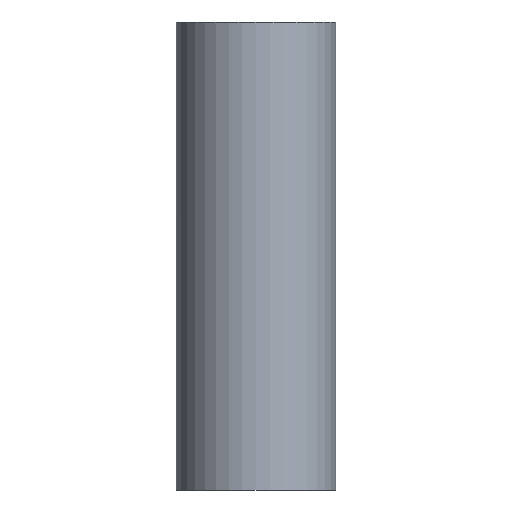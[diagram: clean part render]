
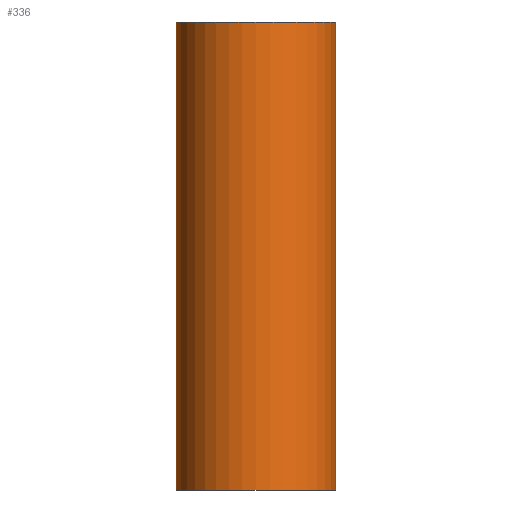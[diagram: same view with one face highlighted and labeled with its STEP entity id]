
A CAD part, left-side view. The second image highlights one B-rep face of the part: STEP entity #336.
In plain terms, the highlighted cylindrical face has radius 20.5 mm (diameter 41 mm), a full revolution.
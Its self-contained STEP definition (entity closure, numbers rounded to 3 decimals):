
#216=CARTESIAN_POINT('',(0.0,0.0,-120.0));
#217=DIRECTION('',(0.0,0.0,1.0));
#218=DIRECTION('',(-1.0,0.0,0.0));
#219=AXIS2_PLACEMENT_3D('',#216,#217,#218);
#220=CYLINDRICAL_SURFACE('',#219,20.5);
#221=CARTESIAN_POINT('',(20.5,0.,-120.0));
#222=VERTEX_POINT('',#221);
#223=CARTESIAN_POINT('',(0.0,0.0,-120.0));
#224=DIRECTION('',(0.0,0.0,-1.0));
#225=DIRECTION('',(-1.0,0.0,0.0));
#226=AXIS2_PLACEMENT_3D('',#223,#224,#225);
#227=CIRCLE('',#226,20.5);
#228=EDGE_CURVE('',#222,#222,#227,.T.);
#229=ORIENTED_EDGE('',*,*,#228,.F.);
#230=EDGE_LOOP('',(#229));
#231=FACE_OUTER_BOUND('',#230,.T.);
#232=CARTESIAN_POINT('',(0.,-20.5,0.));
#233=VERTEX_POINT('',#232);
#234=CARTESIAN_POINT('',(0.,20.5,0.));
#235=VERTEX_POINT('',#234);
#236=CARTESIAN_POINT('',(0.,-20.5,0.));
#237=CARTESIAN_POINT('',(0.,-20.5,-0.103));
#238=CARTESIAN_POINT('',(0.,-20.5,-0.207));
#239=CARTESIAN_POINT('',(0.,-20.5,-0.31));
#240=CARTESIAN_POINT('',(0.011,-20.5,-4.247));
#241=CARTESIAN_POINT('',(0.214,-20.503,-8.156));
#242=CARTESIAN_POINT('',(0.604,-20.491,-12.038));
#243=CARTESIAN_POINT('',(0.852,-20.484,-14.509));
#244=CARTESIAN_POINT('',(1.175,-20.47,-16.969));
#245=CARTESIAN_POINT('',(1.571,-20.44,-19.417));
#246=CARTESIAN_POINT('',(1.84,-20.419,-21.078));
#247=CARTESIAN_POINT('',(2.144,-20.39,-22.74));
#248=CARTESIAN_POINT('',(2.474,-20.35,-24.367));
#249=CARTESIAN_POINT('',(3.807,-20.188,-30.931));
#250=CARTESIAN_POINT('',(5.579,-19.84,-37.011));
#251=CARTESIAN_POINT('',(7.551,-19.059,-42.569));
#252=CARTESIAN_POINT('',(7.899,-18.921,-43.551));
#253=CARTESIAN_POINT('',(8.254,-18.769,-44.518));
#254=CARTESIAN_POINT('',(8.612,-18.603,-45.464));
#255=CARTESIAN_POINT('',(10.251,-17.845,-49.788));
#256=CARTESIAN_POINT('',(11.911,-16.809,-53.564));
#257=CARTESIAN_POINT('',(13.448,-15.473,-56.811));
#258=CARTESIAN_POINT('',(13.685,-15.267,-57.312));
#259=CARTESIAN_POINT('',(13.919,-15.053,-57.8));
#260=CARTESIAN_POINT('',(14.15,-14.833,-58.276));
#261=CARTESIAN_POINT('',(14.378,-14.616,-58.744));
#262=CARTESIAN_POINT('',(14.605,-14.39,-59.206));
#263=CARTESIAN_POINT('',(14.833,-14.15,-59.665));
#264=CARTESIAN_POINT('',(15.505,-13.446,-61.017));
#265=CARTESIAN_POINT('',(16.181,-12.637,-62.329));
#266=CARTESIAN_POINT('',(16.826,-11.711,-63.547));
#267=CARTESIAN_POINT('',(17.067,-11.364,-64.003));
#268=CARTESIAN_POINT('',(17.305,-11.,-64.446));
#269=CARTESIAN_POINT('',(17.535,-10.619,-64.873));
#270=CARTESIAN_POINT('',(17.73,-10.298,-65.232));
#271=CARTESIAN_POINT('',(17.916,-9.97,-65.574));
#272=CARTESIAN_POINT('',(18.093,-9.638,-65.896));
#273=CARTESIAN_POINT('',(18.678,-8.54,-66.962));
#274=CARTESIAN_POINT('',(19.164,-7.386,-67.821));
#275=CARTESIAN_POINT('',(19.541,-6.198,-68.482));
#276=CARTESIAN_POINT('',(19.727,-5.611,-68.808));
#277=CARTESIAN_POINT('',(19.887,-5.017,-69.086));
#278=CARTESIAN_POINT('',(20.022,-4.401,-69.32));
#279=CARTESIAN_POINT('',(20.213,-3.53,-69.651));
#280=CARTESIAN_POINT('',(20.354,-2.621,-69.892));
#281=CARTESIAN_POINT('',(20.431,-1.679,-70.025));
#282=CARTESIAN_POINT('',(20.479,-1.096,-70.107));
#283=CARTESIAN_POINT('',(20.502,-0.508,-70.146));
#284=CARTESIAN_POINT('',(20.5,0.077,-70.142));
#285=CARTESIAN_POINT('',(20.498,0.693,-70.138));
#286=CARTESIAN_POINT('',(20.467,1.31,-70.087));
#287=CARTESIAN_POINT('',(20.41,1.921,-69.988));
#288=CARTESIAN_POINT('',(20.311,2.966,-69.82));
#289=CARTESIAN_POINT('',(20.136,3.968,-69.519));
#290=CARTESIAN_POINT('',(19.901,4.918,-69.111));
#291=CARTESIAN_POINT('',(19.746,5.547,-68.841));
#292=CARTESIAN_POINT('',(19.566,6.151,-68.526));
#293=CARTESIAN_POINT('',(19.357,6.75,-68.159));
#294=CARTESIAN_POINT('',(18.876,8.129,-67.312));
#295=CARTESIAN_POINT('',(18.248,9.455,-66.192));
#296=CARTESIAN_POINT('',(17.487,10.698,-64.783));
#297=CARTESIAN_POINT('',(16.883,11.686,-63.664));
#298=CARTESIAN_POINT('',(16.199,12.615,-62.369));
#299=CARTESIAN_POINT('',(15.449,13.475,-60.892));
#300=CARTESIAN_POINT('',(14.932,14.068,-59.873));
#301=CARTESIAN_POINT('',(14.384,14.628,-58.766));
#302=CARTESIAN_POINT('',(13.81,15.151,-57.57));
#303=CARTESIAN_POINT('',(13.458,15.471,-56.837));
#304=CARTESIAN_POINT('',(13.096,15.779,-56.069));
#305=CARTESIAN_POINT('',(12.728,16.07,-55.269));
#306=CARTESIAN_POINT('',(11.289,17.21,-52.144));
#307=CARTESIAN_POINT('',(9.801,18.074,-48.652));
#308=CARTESIAN_POINT('',(8.364,18.716,-44.805));
#309=CARTESIAN_POINT('',(7.247,19.215,-41.813));
#310=CARTESIAN_POINT('',(6.161,19.58,-38.606));
#311=CARTESIAN_POINT('',(5.159,19.84,-35.189));
#312=CARTESIAN_POINT('',(4.559,19.996,-33.143));
#313=CARTESIAN_POINT('',(3.987,20.116,-31.014));
#314=CARTESIAN_POINT('',(3.456,20.207,-28.799));
#315=CARTESIAN_POINT('',(2.241,20.414,-23.736));
#316=CARTESIAN_POINT('',(1.24,20.471,-18.232));
#317=CARTESIAN_POINT('',(0.634,20.49,-12.331));
#318=CARTESIAN_POINT('',(0.239,20.502,-8.489));
#319=CARTESIAN_POINT('',(0.011,20.5,-4.478));
#320=CARTESIAN_POINT('',(0.,20.5,-0.31));
#321=CARTESIAN_POINT('',(0.,20.5,-0.207));
#322=CARTESIAN_POINT('',(0.,20.5,-0.103));
#323=CARTESIAN_POINT('',(0.,20.5,0.));
#324=B_SPLINE_CURVE_WITH_KNOTS('',3,(#236,#237,#238,#239,#240,#241,#242,#243,#244,#245,#246,#247,#248,#249,#250,#251,#252,#253,#254,#255,#256,#257,#258,#259,#260,#261,#262,#263,#264,#265,#266,#267,#268,#269,#270,#271,#272,#273,#274,#275,#276,#277,#278,#279,#280,#281,#282,#283,#284,#285,#286,#287,#288,#289,#290,#291,#292,#293,#294,#295,#296,#297,#298,#299,#300,#301,#302,#303,#304,#305,#306,#307,#308,#309,#310,#311,#312,#313,#314,#315,#316,#317,#318,#319,#320,#321,#322,#323),.UNSPECIFIED.,.F.,.U.,(4,3,3,3,3,3,3,3,3,3,3,3,3,3,3,3,3,3,3,3,3,3,3,3,3,3,3,3,3,4),(-28.497,-28.45,-26.672,-25.54,-24.772,-21.676,-21.129,-18.629,-18.244,-17.865,-16.748,-16.33,-15.978,-14.815,-14.241,-13.431,-12.929,-12.402,-11.5,-10.902,-9.528,-8.436,-7.682,-7.22,-5.415,-4.011,-3.171,-1.25,0.0,0.031),.UNSPECIFIED.);
#325=EDGE_CURVE('',#233,#235,#324,.T.);
#326=ORIENTED_EDGE('',*,*,#325,.F.);
#327=CARTESIAN_POINT('',(0.0,0.0,0.0));
#328=DIRECTION('',(0.0,0.0,-1.0));
#329=DIRECTION('',(-1.0,0.0,0.0));
#330=AXIS2_PLACEMENT_3D('',#327,#328,#329);
#331=CIRCLE('',#330,20.5);
#332=EDGE_CURVE('',#233,#235,#331,.T.);
#333=ORIENTED_EDGE('',*,*,#332,.T.);
#334=EDGE_LOOP('',(#326,#333));
#335=FACE_BOUND('',#334,.T.);
#336=ADVANCED_FACE('',(#231,#335),#220,.T.);
